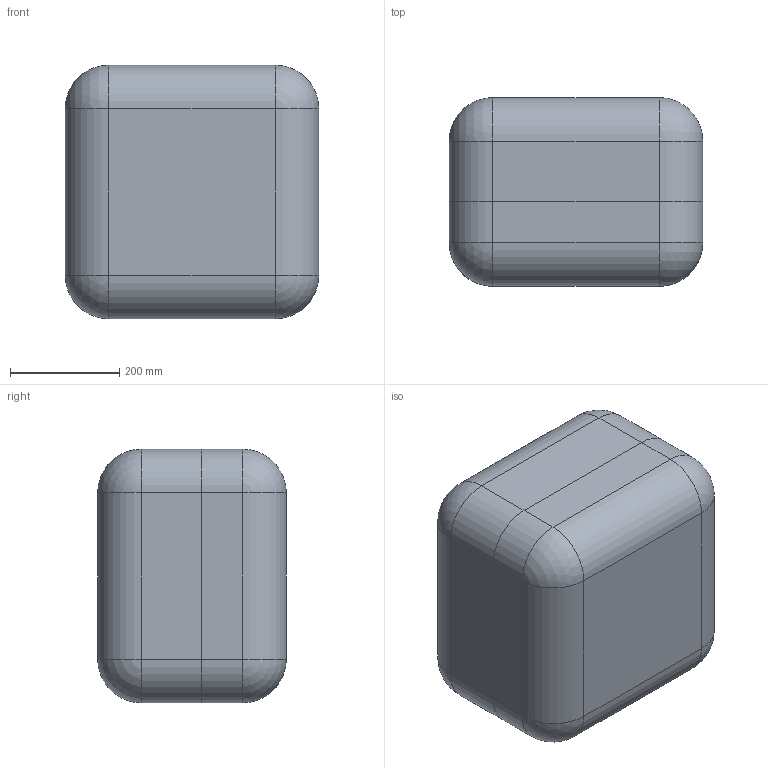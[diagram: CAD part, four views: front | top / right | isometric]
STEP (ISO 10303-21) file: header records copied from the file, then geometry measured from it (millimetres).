
FILE_DESCRIPTION (( 'STEP AP214' ), '1' );
FILE_NAME ('Òðàíñïîðòíûé êîíòåéíåð ÀÄÌÈÐÀË®ÏÐÎÔÅÑÑÈÎÍÀËÜÍÛÅ 007_óïðîùåííàÿ 3D-ìîäåëü.STEP', '2025-09-08T07:11:01', ( '' ), ( '' ), 'SwSTEP 2.0', 'SolidWorks 2021', '' );
FILE_SCHEMA (( 'AUTOMOTIVE_DESIGN' ));
Length unit declared in the file: millimetre
Products named in the file (3): Lid 280_惘喈楗狅; Òðàíñïîðòíûé êîíòåéíåð ÀÄÌÈÐÀË®ÏÐÎÔÅÑÑÈÎÍÀËÜÍÛÅ 007_óïðîùåííàÿ 3D-ìîäåëü; Base 6
Assembly tree (2 placements, depth 2):
  Òðàíñïîðòíûé êîíòåéíåð ÀÄÌÈÐÀË®ÏÐÎÔÅÑÑÈÎÍÀËÜÍÛÅ 007_óïðîùåííàÿ 3D-ìîäåëü
    Base 6
    Lid 280_惘喈楗狅
Bounding box: 463.86 x 344.95 x 463.86 mm (x, y, z)
Volume: 36276711.6 mm3; surface area: 2078022.5 mm2
Topology: 2 solids, 2 shells, 906 faces, 2226 edges, 1276 vertices
Faces by surface type: cylinder 344, plane 206, bspline 172, torus 116, cone 44, sphere 24
Entity records: 45296 total; most frequent: CARTESIAN_POINT 25176, ORIENTED_EDGE 4356, DIRECTION 4120, EDGE_CURVE 2178, AXIS2_PLACEMENT_3D 1611, VERTEX_POINT 1276, EDGE_LOOP 918, ADVANCED_FACE 906
